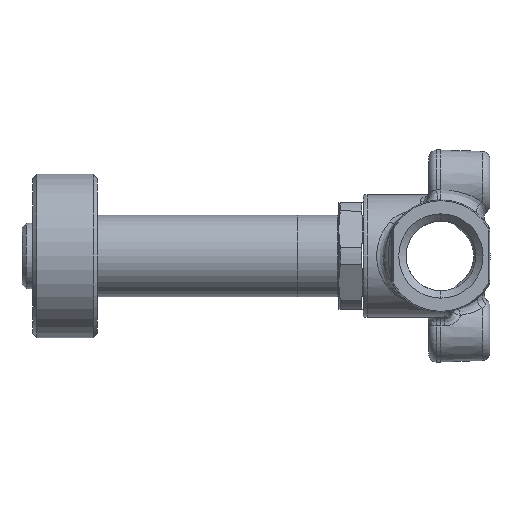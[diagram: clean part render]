
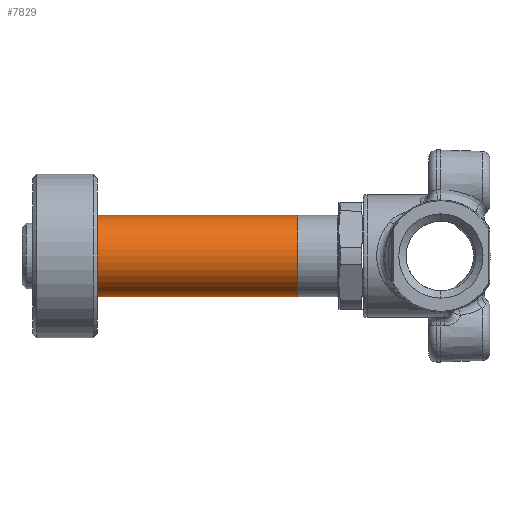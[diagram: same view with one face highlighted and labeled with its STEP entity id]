
A CAD part, left-side view. The second image highlights one B-rep face of the part: STEP entity #7829.
In plain terms, the highlighted cylindrical face has radius 5 mm (diameter 10 mm), a partial arc.
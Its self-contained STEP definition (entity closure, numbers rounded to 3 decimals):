
#189 = DIRECTION ( 'NONE',  ( 0., -1., 0. ) ) ;
#268 = EDGE_CURVE ( 'NONE', #6815, #5238, #3909, .T. ) ;
#817 = LINE ( 'NONE', #9596, #7583 ) ;
#821 = DIRECTION ( 'NONE',  ( 0., -1., 0. ) ) ;
#1680 = LINE ( 'NONE', #12974, #7643 ) ;
#2103 = CARTESIAN_POINT ( 'NONE',  ( 0., 39.1, 0. ) ) ;
#2925 = CIRCLE ( 'NONE', #3964, 5. ) ;
#2983 = CARTESIAN_POINT ( 'NONE',  ( 0., 32.1, 5. ) ) ;
#3857 = DIRECTION ( 'NONE',  ( 0., 1., 0. ) ) ;
#3909 = CIRCLE ( 'NONE', #6331, 5. ) ;
#3964 = AXIS2_PLACEMENT_3D ( 'NONE', #12665, #5018, #13967 ) ;
#4022 = DIRECTION ( 'NONE',  ( 0., 0., 1. ) ) ;
#4076 = CARTESIAN_POINT ( 'NONE',  ( 0., 5.4, 0. ) ) ;
#5018 = DIRECTION ( 'NONE',  ( 0., 1., 0. ) ) ;
#5064 = ORIENTED_EDGE ( 'NONE', *, *, #268, .T. ) ;
#5238 = VERTEX_POINT ( 'NONE', #6659 ) ;
#6331 = AXIS2_PLACEMENT_3D ( 'NONE', #4076, #3857, #4022 ) ;
#6426 = VERTEX_POINT ( 'NONE', #2983 ) ;
#6659 = CARTESIAN_POINT ( 'NONE',  ( 0., 5.4, 5. ) ) ;
#6815 = VERTEX_POINT ( 'NONE', #15430 ) ;
#7047 = CARTESIAN_POINT ( 'NONE',  ( 0., 32.1, -5. ) ) ;
#7053 = VERTEX_POINT ( 'NONE', #7047 ) ;
#7184 = FACE_OUTER_BOUND ( 'NONE', #9178, .T. ) ;
#7238 = EDGE_CURVE ( 'NONE', #6426, #5238, #817, .T. ) ;
#7583 = VECTOR ( 'NONE', #12161, 1000. ) ;
#7643 = VECTOR ( 'NONE', #189, 1000. ) ;
#7829 = ADVANCED_FACE ( 'NONE', ( #7184 ), #15855, .T. ) ;
#9178 = EDGE_LOOP ( 'NONE', ( #13222, #13741, #11050, #5064 ) ) ;
#9596 = CARTESIAN_POINT ( 'NONE',  ( 0., 39.1, 5. ) ) ;
#11050 = ORIENTED_EDGE ( 'NONE', *, *, #11658, .T. ) ;
#11658 = EDGE_CURVE ( 'NONE', #7053, #6815, #1680, .T. ) ;
#12161 = DIRECTION ( 'NONE',  ( 0., -1., 0. ) ) ;
#12665 = CARTESIAN_POINT ( 'NONE',  ( 0., 32.1, 0. ) ) ;
#12974 = CARTESIAN_POINT ( 'NONE',  ( 0., 39.1, -5. ) ) ;
#13222 = ORIENTED_EDGE ( 'NONE', *, *, #7238, .F. ) ;
#13539 = AXIS2_PLACEMENT_3D ( 'NONE', #2103, #821, #16300 ) ;
#13616 = EDGE_CURVE ( 'NONE', #7053, #6426, #2925, .T. ) ;
#13741 = ORIENTED_EDGE ( 'NONE', *, *, #13616, .F. ) ;
#13967 = DIRECTION ( 'NONE',  ( 0., 0., 1. ) ) ;
#15430 = CARTESIAN_POINT ( 'NONE',  ( 0., 5.4, -5. ) ) ;
#15855 = CYLINDRICAL_SURFACE ( 'NONE', #13539, 5. ) ;
#16300 = DIRECTION ( 'NONE',  ( 0., 0., -1. ) ) ;
